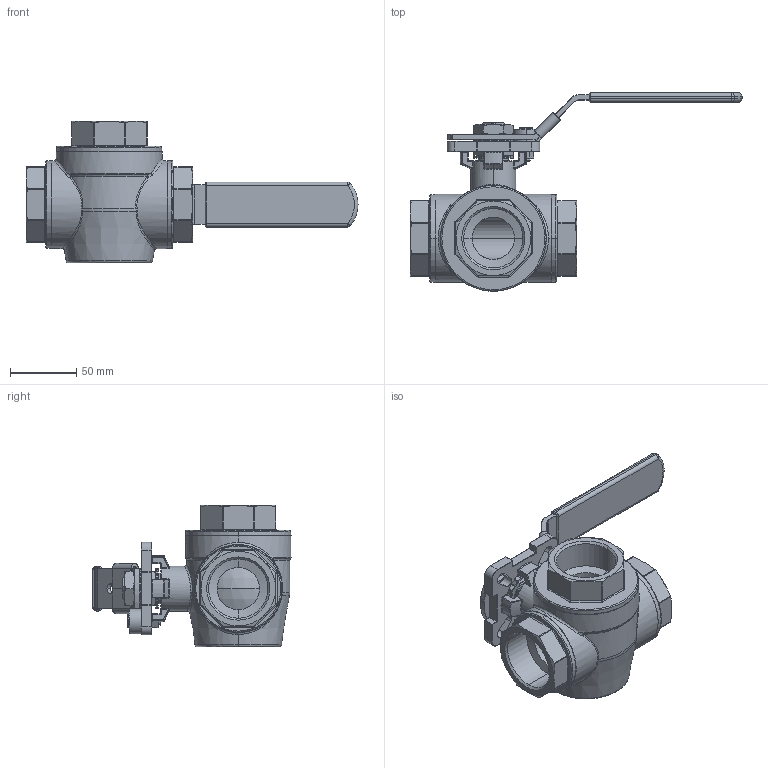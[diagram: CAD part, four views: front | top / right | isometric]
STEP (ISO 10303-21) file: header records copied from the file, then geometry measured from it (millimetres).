
FILE_DESCRIPTION (( 'STEP AP214' ), '1' );
FILE_NAME ('3W-112-00L-4 3-Wege-Kugelhahn 1803.STEP', '2018-03-16T13:48:39', ( '' ), ( '' ), 'SwSTEP 2.0', 'SolidWorks 2016', '' );
FILE_SCHEMA (( 'AUTOMOTIVE_DESIGN' ));
Length unit declared in the file: millimetre
Products named in the file (1): 3W-112-00L-4 3-Wege-Kugelhahn 1803
Bounding box: 251 x 150 x 107 mm (x, y, z)
Volume: 545767.3 mm3; surface area: 99712.3 mm2
Topology: 1 solids, 1 shells, 1303 faces, 3218 edges, 1920 vertices
Faces by surface type: plane 407, cylinder 360, bspline 231, torus 181, cone 64, sphere 60
Entity records: 53873 total; most frequent: CARTESIAN_POINT 21101, ORIENTED_EDGE 6344, DIRECTION 5788, EDGE_CURVE 3172, AXIS2_PLACEMENT_3D 2165, VERTEX_POINT 1918, LINE 1458, VECTOR 1458
